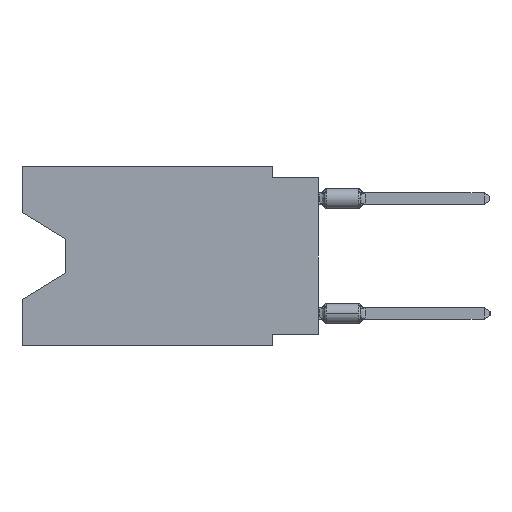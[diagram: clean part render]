
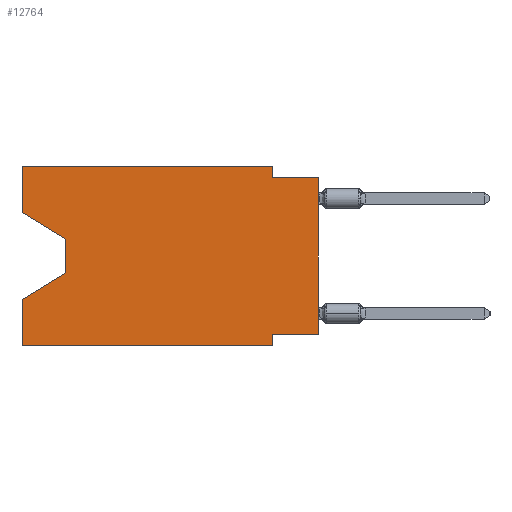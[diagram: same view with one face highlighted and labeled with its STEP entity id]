
A CAD part, left-side view. The second image highlights one B-rep face of the part: STEP entity #12764.
In plain terms, the highlighted planar face has unit normal (-1, 0, 0).
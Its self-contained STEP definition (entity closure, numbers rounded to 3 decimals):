
#124 = EDGE_CURVE ( 'NONE', #12217, #6390, #13668, .T. ) ;
#842 = EDGE_CURVE ( 'NONE', #21399, #6606, #11446, .T. ) ;
#1101 = EDGE_CURVE ( 'NONE', #7671, #20500, #10982, .T. ) ;
#1196 = VECTOR ( 'NONE', #19681, 1000. ) ;
#1813 = VERTEX_POINT ( 'NONE', #28091 ) ;
#2208 = CARTESIAN_POINT ( 'NONE',  ( 0., 2.54, 0. ) ) ;
#2539 = FACE_OUTER_BOUND ( 'NONE', #7398, .T. ) ;
#2807 = DIRECTION ( 'NONE',  ( 0., 1., 0. ) ) ;
#3069 = CARTESIAN_POINT ( 'NONE',  ( 0., 13.97, -5.893 ) ) ;
#4071 = EDGE_CURVE ( 'NONE', #10839, #23581, #5222, .T. ) ;
#4274 = VECTOR ( 'NONE', #26395, 1000. ) ;
#4920 = DIRECTION ( 'NONE',  ( 0., 0., -1. ) ) ;
#5222 = LINE ( 'NONE', #9446, #22585 ) ;
#5321 = EDGE_CURVE ( 'NONE', #23581, #6606, #8524, .T. ) ;
#5464 = LINE ( 'NONE', #14486, #4274 ) ;
#5704 = EDGE_CURVE ( 'NONE', #10249, #7671, #16796, .T. ) ;
#5942 = ORIENTED_EDGE ( 'NONE', *, *, #842, .T. ) ;
#6042 = ORIENTED_EDGE ( 'NONE', *, *, #5704, .T. ) ;
#6390 = VERTEX_POINT ( 'NONE', #6484 ) ;
#6484 = CARTESIAN_POINT ( 'NONE',  ( 0., 0., -0.635 ) ) ;
#6606 = VERTEX_POINT ( 'NONE', #12629 ) ;
#7398 = EDGE_LOOP ( 'NONE', ( #6042, #21483, #23990, #7966, #5942, #19807, #15521, #26914, #18684, #10418, #11769, #15725 ) ) ;
#7671 = VERTEX_POINT ( 'NONE', #25356 ) ;
#7876 = DIRECTION ( 'NONE',  ( 0., 0.855, -0.519 ) ) ;
#7966 = ORIENTED_EDGE ( 'NONE', *, *, #19212, .F. ) ;
#8409 = LINE ( 'NONE', #17321, #21172 ) ;
#8524 = LINE ( 'NONE', #22071, #1196 ) ;
#8558 = CARTESIAN_POINT ( 'NONE',  ( 0., 13.97, -5.893 ) ) ;
#8637 = DIRECTION ( 'NONE',  ( 0., 0., 1. ) ) ;
#9446 = CARTESIAN_POINT ( 'NONE',  ( 0., 0., -9.271 ) ) ;
#9711 = VECTOR ( 'NONE', #14141, 1000. ) ;
#9940 = VECTOR ( 'NONE', #4920, 1000. ) ;
#10180 = LINE ( 'NONE', #14542, #19623 ) ;
#10249 = VERTEX_POINT ( 'NONE', #17918 ) ;
#10418 = ORIENTED_EDGE ( 'NONE', *, *, #25146, .F. ) ;
#10839 = VERTEX_POINT ( 'NONE', #23411 ) ;
#10982 = LINE ( 'NONE', #20019, #18846 ) ;
#11446 = LINE ( 'NONE', #11739, #9711 ) ;
#11739 = CARTESIAN_POINT ( 'NONE',  ( 0., 16.383, -9.906 ) ) ;
#11769 = ORIENTED_EDGE ( 'NONE', *, *, #26140, .F. ) ;
#12217 = VERTEX_POINT ( 'NONE', #20361 ) ;
#12629 = CARTESIAN_POINT ( 'NONE',  ( 0., 2.54, -9.906 ) ) ;
#12764 = ADVANCED_FACE ( 'NONE', ( #2539 ), #25435, .F. ) ;
#13017 = VERTEX_POINT ( 'NONE', #2208 ) ;
#13227 = VECTOR ( 'NONE', #19048, 1000. ) ;
#13668 = LINE ( 'NONE', #14109, #16527 ) ;
#13834 = DIRECTION ( 'NONE',  ( 0., 0., -1. ) ) ;
#14109 = CARTESIAN_POINT ( 'NONE',  ( 0., 0., -0.635 ) ) ;
#14141 = DIRECTION ( 'NONE',  ( 0., -1., 0. ) ) ;
#14393 = DIRECTION ( 'NONE',  ( 0., -1., 0. ) ) ;
#14486 = CARTESIAN_POINT ( 'NONE',  ( 0., 0., 0. ) ) ;
#14542 = CARTESIAN_POINT ( 'NONE',  ( 0., 16.383, 0. ) ) ;
#14655 = CARTESIAN_POINT ( 'NONE',  ( 0., 16.383, -2.546 ) ) ;
#15042 = EDGE_CURVE ( 'NONE', #20500, #23125, #21585, .T. ) ;
#15521 = ORIENTED_EDGE ( 'NONE', *, *, #4071, .F. ) ;
#15725 = ORIENTED_EDGE ( 'NONE', *, *, #21469, .F. ) ;
#16361 = LINE ( 'NONE', #25687, #9940 ) ;
#16527 = VECTOR ( 'NONE', #25259, 1000. ) ;
#16796 = LINE ( 'NONE', #14655, #13227 ) ;
#17321 = CARTESIAN_POINT ( 'NONE',  ( 0., 16.383, 0. ) ) ;
#17918 = CARTESIAN_POINT ( 'NONE',  ( 0., 16.383, -2.546 ) ) ;
#17919 = DIRECTION ( 'NONE',  ( 0., 0., 1. ) ) ;
#18684 = ORIENTED_EDGE ( 'NONE', *, *, #124, .F. ) ;
#18846 = VECTOR ( 'NONE', #22429, 1000. ) ;
#19048 = DIRECTION ( 'NONE',  ( 0., -0.855, -0.519 ) ) ;
#19107 = DIRECTION ( 'NONE',  ( 1., 0., 0. ) ) ;
#19212 = EDGE_CURVE ( 'NONE', #21399, #23125, #8409, .T. ) ;
#19623 = VECTOR ( 'NONE', #14393, 1000. ) ;
#19681 = DIRECTION ( 'NONE',  ( 0., 0., -1. ) ) ;
#19807 = ORIENTED_EDGE ( 'NONE', *, *, #5321, .F. ) ;
#20019 = CARTESIAN_POINT ( 'NONE',  ( 0., 13.97, -4.013 ) ) ;
#20361 = CARTESIAN_POINT ( 'NONE',  ( 0., 2.54, -0.635 ) ) ;
#20500 = VERTEX_POINT ( 'NONE', #8558 ) ;
#20787 = CARTESIAN_POINT ( 'NONE',  ( 0., 16.383, -7.36 ) ) ;
#21172 = VECTOR ( 'NONE', #17919, 1000. ) ;
#21399 = VERTEX_POINT ( 'NONE', #22772 ) ;
#21469 = EDGE_CURVE ( 'NONE', #10249, #1813, #24747, .T. ) ;
#21483 = ORIENTED_EDGE ( 'NONE', *, *, #1101, .T. ) ;
#21585 = LINE ( 'NONE', #3069, #22428 ) ;
#21786 = CARTESIAN_POINT ( 'NONE',  ( 0., 2.54, -9.271 ) ) ;
#22071 = CARTESIAN_POINT ( 'NONE',  ( 0., 2.54, -9.906 ) ) ;
#22428 = VECTOR ( 'NONE', #7876, 1000. ) ;
#22429 = DIRECTION ( 'NONE',  ( 0., 0., -1. ) ) ;
#22585 = VECTOR ( 'NONE', #2807, 1000. ) ;
#22772 = CARTESIAN_POINT ( 'NONE',  ( 0., 16.383, -9.906 ) ) ;
#23125 = VERTEX_POINT ( 'NONE', #20787 ) ;
#23221 = VECTOR ( 'NONE', #8637, 1000. ) ;
#23411 = CARTESIAN_POINT ( 'NONE',  ( 0., 0., -9.271 ) ) ;
#23581 = VERTEX_POINT ( 'NONE', #21786 ) ;
#23795 = EDGE_CURVE ( 'NONE', #10839, #6390, #5464, .T. ) ;
#23990 = ORIENTED_EDGE ( 'NONE', *, *, #15042, .T. ) ;
#24747 = LINE ( 'NONE', #27149, #23221 ) ;
#25146 = EDGE_CURVE ( 'NONE', #13017, #12217, #16361, .T. ) ;
#25259 = DIRECTION ( 'NONE',  ( 0., -1., 0. ) ) ;
#25356 = CARTESIAN_POINT ( 'NONE',  ( 0., 13.97, -4.013 ) ) ;
#25435 = PLANE ( 'NONE',  #28806 ) ;
#25687 = CARTESIAN_POINT ( 'NONE',  ( 0., 2.54, 0. ) ) ;
#26140 = EDGE_CURVE ( 'NONE', #1813, #13017, #10180, .T. ) ;
#26395 = DIRECTION ( 'NONE',  ( 0., 0., 1. ) ) ;
#26914 = ORIENTED_EDGE ( 'NONE', *, *, #23795, .T. ) ;
#27149 = CARTESIAN_POINT ( 'NONE',  ( 0., 16.383, 0. ) ) ;
#27999 = CARTESIAN_POINT ( 'NONE',  ( 0., 16.383, 0. ) ) ;
#28091 = CARTESIAN_POINT ( 'NONE',  ( 0., 16.383, 0. ) ) ;
#28806 = AXIS2_PLACEMENT_3D ( 'NONE', #27999, #19107, #13834 ) ;
